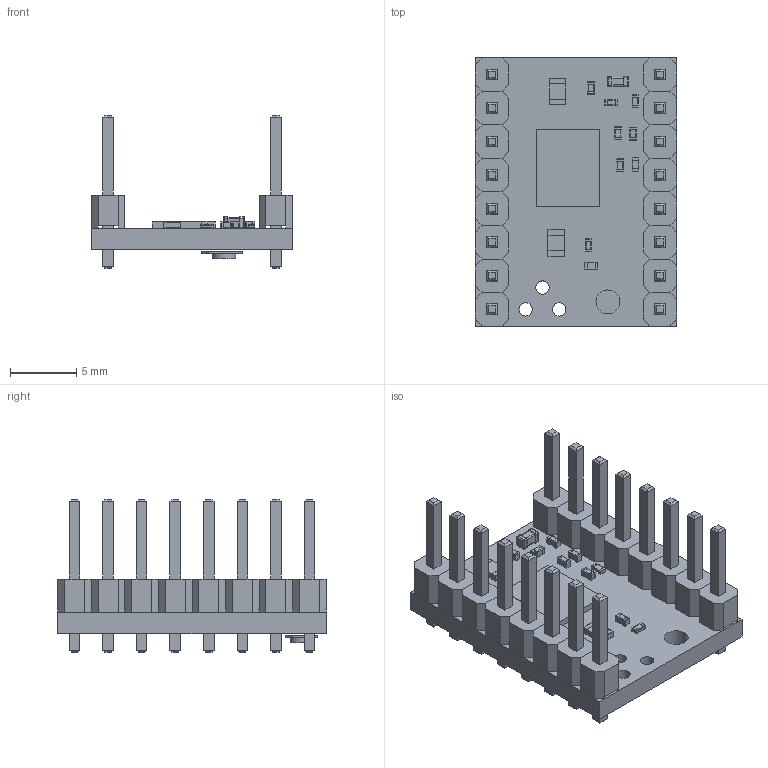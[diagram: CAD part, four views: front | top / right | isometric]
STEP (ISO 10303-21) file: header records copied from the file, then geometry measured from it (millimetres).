
FILE_DESCRIPTION(('FreeCAD Model'),'2;1');
FILE_NAME('Open CASCADE Shape Model','2024-03-08T16:58:25',(''),(''), 'Open CASCADE STEP processor 7.6','FreeCAD','Unknown');
FILE_SCHEMA(('AUTOMOTIVE_DESIGN { 1 0 10303 214 1 1 1 1 }'));
Length unit declared in the file: millimetre
Products named in the file (51): TMC2130; Board; Free-Models; 1x016; 1x08; 1x009; 1x010; 1x011; 1x012; 1x013; 1x014; 1x015; 1x025; 1x017; 1x018; 1x019; 1x020; 1x021; 1x022; 1x023; 1x024; 1x034; 1x043; R0402; R0403; R0404; R0405; R0805; R0806; R0807; R0808; C0605; C0603; C0604; C0606; C0608; C0402; C0607; C0609; C0612 ...
Assembly tree (92 placements, depth 4):
  TMC2130
    Board
    Free-Models
      1x016
        1x08
        1x009
        1x010
        1x011
        1x012
        1x013
        1x014
        1x015
      1x025
        1x017
        1x018
        1x019
        1x020
        1x021
        1x022
        1x023
        1x024
      1x034
        1x08
        1x009
        1x010
        1x011
        1x012
        1x013
        1x014
        1x015
      1x043
        1x017
        1x018
        1x019
        1x020
        1x021
        1x022
        1x023
        1x024
      R0402  x2
      R0403  x2
      R0404  x2
      R0405  x2
      R0805  x2
      R0806  x2
      R0807  x2
      R0808  x2
      C0605
        C0603
        C0604
      C0606
      C0608
        C0402
        C0607
      C0609  x7
      C0612
        C0402
        C0607
      C0616
        C0402
Bounding box: 15.24 x 20.32 x 11.54 mm (x, y, z)
Volume: 816.2 mm3; surface area: 2230.4 mm2
Topology: 76 solids, 76 shells, 1052 faces, 2380 edges, 1416 vertices
Faces by surface type: plane 807, cylinder 181, sphere 64
Full cylindrical faces by diameter (mm): 1.016 x19, 1.778 x1, 1.8 x1
Entity records: 28503 total; most frequent: CARTESIAN_POINT 5285, DIRECTION 4190, LINE 2836, VECTOR 2836, ORIENTED_EDGE 2040, PCURVE 2040, DEFINITIONAL_REPRESENTATION 2040, EDGE_CURVE 1020
